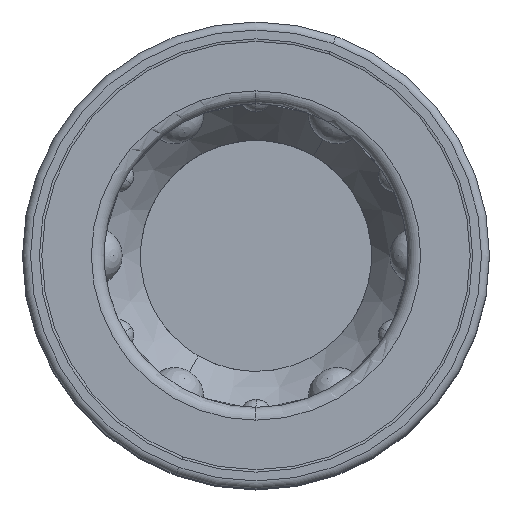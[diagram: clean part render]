
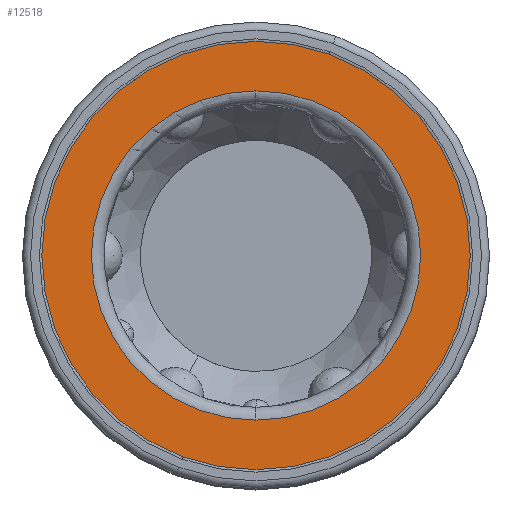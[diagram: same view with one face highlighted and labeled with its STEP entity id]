
A CAD part, top view. The second image highlights one B-rep face of the part: STEP entity #12518.
In plain terms, the highlighted planar face has unit normal (0, 0, 1).
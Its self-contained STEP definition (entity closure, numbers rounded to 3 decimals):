
#160 = VERTEX_POINT ( 'NONE', #6219 ) ;
#856 = DIRECTION ( 'NONE',  ( 0., 0., -1. ) ) ;
#1406 = VERTEX_POINT ( 'NONE', #5462 ) ;
#4986 = ORIENTED_EDGE ( 'NONE', *, *, #19480, .T. ) ;
#5152 = DIRECTION ( 'NONE',  ( 1., 0., 0. ) ) ;
#5462 = CARTESIAN_POINT ( 'NONE',  ( -8.549, -89.812, 82.8 ) ) ;
#6219 = CARTESIAN_POINT ( 'NONE',  ( 8.549, -110.188, 82.8 ) ) ;
#6952 = EDGE_CURVE ( 'NONE', #27989, #12280, #13384, .T. ) ;
#8378 = AXIS2_PLACEMENT_3D ( 'NONE', #12330, #15238, #5152 ) ;
#8455 = AXIS2_PLACEMENT_3D ( 'NONE', #26111, #856, #10573 ) ;
#8484 = AXIS2_PLACEMENT_3D ( 'NONE', #10587, #23887, #31387 ) ;
#8723 = AXIS2_PLACEMENT_3D ( 'NONE', #17582, #32711, #30155 ) ;
#9165 = ORIENTED_EDGE ( 'NONE', *, *, #6952, .T. ) ;
#10573 = DIRECTION ( 'NONE',  ( 0., 1., 0. ) ) ;
#10587 = CARTESIAN_POINT ( 'NONE',  ( 0., -100., 82.8 ) ) ;
#11255 = CARTESIAN_POINT ( 'NONE',  ( 0., -89.775, 82.8 ) ) ;
#11430 = FACE_BOUND ( 'NONE', #29827, .T. ) ;
#11540 = EDGE_CURVE ( 'NONE', #160, #1406, #33665, .T. ) ;
#12280 = VERTEX_POINT ( 'NONE', #12826 ) ;
#12330 = CARTESIAN_POINT ( 'NONE',  ( 0., -100., 82.8 ) ) ;
#12518 = ADVANCED_FACE ( 'NONE', ( #14313, #11430 ), #32203, .T. ) ;
#12826 = CARTESIAN_POINT ( 'NONE',  ( 0., -110.225, 82.8 ) ) ;
#13384 = CIRCLE ( 'NONE', #8484, 10.225 ) ;
#13729 = EDGE_LOOP ( 'NONE', ( #4986, #32047 ) ) ;
#14313 = FACE_OUTER_BOUND ( 'NONE', #13729, .T. ) ;
#14981 = CIRCLE ( 'NONE', #8455, 10.225 ) ;
#15238 = DIRECTION ( 'NONE',  ( 0., 0., 1. ) ) ;
#17582 = CARTESIAN_POINT ( 'NONE',  ( 0., -100., 82.8 ) ) ;
#19008 = AXIS2_PLACEMENT_3D ( 'NONE', #19487, #24763, #27132 ) ;
#19480 = EDGE_CURVE ( 'NONE', #1406, #160, #27957, .T. ) ;
#19487 = CARTESIAN_POINT ( 'NONE',  ( 0., -100., 82.8 ) ) ;
#20871 = EDGE_CURVE ( 'NONE', #12280, #27989, #14981, .T. ) ;
#23887 = DIRECTION ( 'NONE',  ( 0., 0., -1. ) ) ;
#24763 = DIRECTION ( 'NONE',  ( 0., 0., 1. ) ) ;
#26111 = CARTESIAN_POINT ( 'NONE',  ( 0., -100., 82.8 ) ) ;
#27132 = DIRECTION ( 'NONE',  ( 1., 0., 0. ) ) ;
#27957 = CIRCLE ( 'NONE', #8378, 13.3 ) ;
#27989 = VERTEX_POINT ( 'NONE', #11255 ) ;
#29827 = EDGE_LOOP ( 'NONE', ( #9165, #32788 ) ) ;
#30155 = DIRECTION ( 'NONE',  ( 0.996, -0.087, 0. ) ) ;
#31387 = DIRECTION ( 'NONE',  ( 0., 1., 0. ) ) ;
#32047 = ORIENTED_EDGE ( 'NONE', *, *, #11540, .T. ) ;
#32203 = PLANE ( 'NONE',  #8723 ) ;
#32711 = DIRECTION ( 'NONE',  ( 0., 0., 1. ) ) ;
#32788 = ORIENTED_EDGE ( 'NONE', *, *, #20871, .T. ) ;
#33665 = CIRCLE ( 'NONE', #19008, 13.3 ) ;
